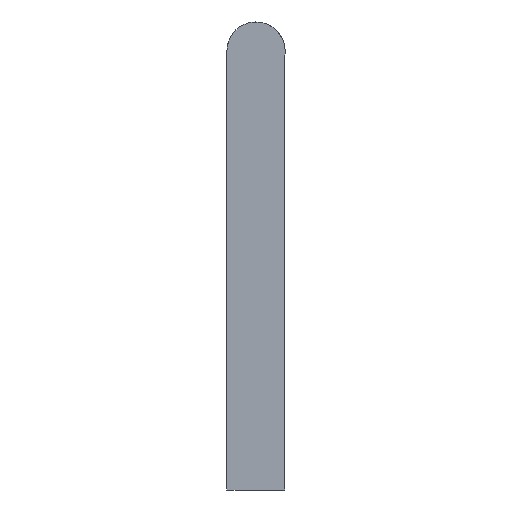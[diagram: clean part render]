
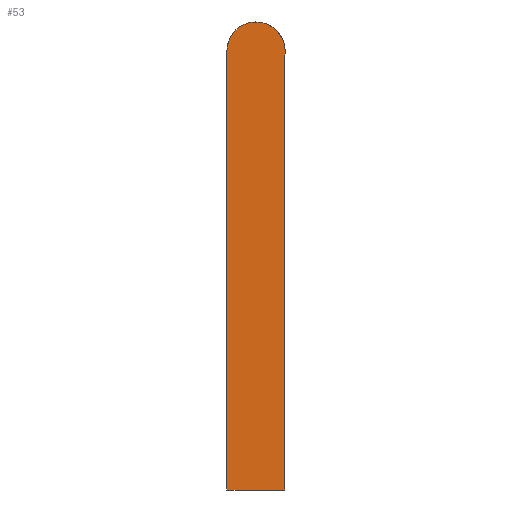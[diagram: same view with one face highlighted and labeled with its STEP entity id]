
A CAD part, left-side view. The second image highlights one B-rep face of the part: STEP entity #53.
In plain terms, the highlighted planar face has unit normal (-1, 0, 0).
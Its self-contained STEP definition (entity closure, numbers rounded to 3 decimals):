
#53=ADVANCED_FACE('',(#60),#62,.F.);
#60=FACE_BOUND('',#61,.T.);
#61=EDGE_LOOP('',(#111,#112,#113,#114,#115));
#62=PLANE('',#63);
#63=AXIS2_PLACEMENT_3D('',#64,#65,#66);
#64=CARTESIAN_POINT('',(0.,0.,0.));
#65=DIRECTION('',(1.,0.,0.));
#66=DIRECTION('',(0.,-1.,0.));
#111=ORIENTED_EDGE('',*,*,#139,.F.);
#112=ORIENTED_EDGE('',*,*,#140,.T.);
#113=ORIENTED_EDGE('',*,*,#141,.T.);
#114=ORIENTED_EDGE('',*,*,#142,.T.);
#115=ORIENTED_EDGE('',*,*,#143,.F.);
#139=EDGE_CURVE('',#153,#154,#155,.T.);
#140=EDGE_CURVE('',#153,#156,#157,.T.);
#141=EDGE_CURVE('',#156,#158,#159,.T.);
#142=EDGE_CURVE('',#158,#160,#161,.T.);
#143=EDGE_CURVE('',#154,#160,#162,.T.);
#153=VERTEX_POINT('',#177);
#154=VERTEX_POINT('',#178);
#155=CIRCLE('',#179,200.);
#156=VERTEX_POINT('',#183);
#157=LINE('',#184,#185);
#158=VERTEX_POINT('',#187);
#159=LINE('',#188,#189);
#160=VERTEX_POINT('',#191);
#161=LINE('',#192,#193);
#162=CIRCLE('',#195,200.);
#177=CARTESIAN_POINT('',(0.,199.961,-3.952));
#178=CARTESIAN_POINT('',(0.,-200.,0.));
#179=AXIS2_PLACEMENT_3D('',#180,#181,#182);
#180=CARTESIAN_POINT('',(0.,0.,0.));
#181=DIRECTION('',(1.,0.,0.));
#182=DIRECTION('',(0.,1.,-0.02));
#183=CARTESIAN_POINT('',(0.,199.961,-3013.048));
#184=CARTESIAN_POINT('',(0.,199.961,-3.952));
#185=VECTOR('',#186,1.);
#186=DIRECTION('',(0.,0.,-1.));
#187=CARTESIAN_POINT('',(0.,-198.039,-3013.048));
#188=CARTESIAN_POINT('',(0.,199.961,-3013.048));
#189=VECTOR('',#190,1.);
#190=DIRECTION('',(0.,-1.,0.));
#191=CARTESIAN_POINT('',(0.,-198.039,-27.938));
#192=CARTESIAN_POINT('',(0.,-198.039,-3013.048));
#193=VECTOR('',#194,1.);
#194=DIRECTION('',(0.,0.,1.));
#195=AXIS2_PLACEMENT_3D('',#196,#197,#198);
#196=CARTESIAN_POINT('',(0.,0.,0.));
#197=DIRECTION('',(1.,0.,0.));
#198=DIRECTION('',(0.,-1.,0.));
